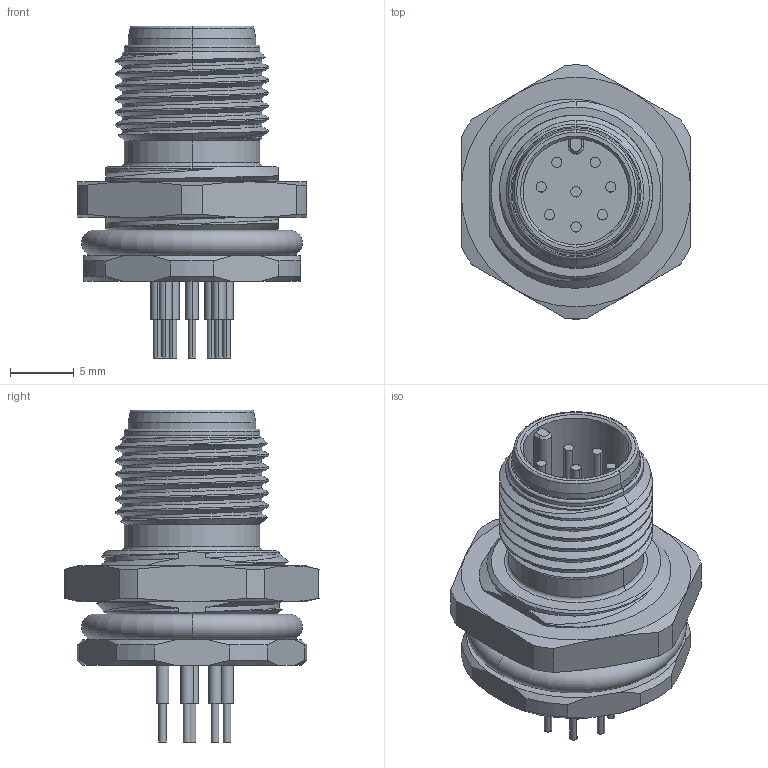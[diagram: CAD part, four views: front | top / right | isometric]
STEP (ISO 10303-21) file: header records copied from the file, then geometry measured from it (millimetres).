
FILE_DESCRIPTION((''),'2;1');
FILE_NAME('C-T4140012081-000','2021-01-12T09:21:53',('workeradm'),('TE Connectivity Ltd.'),'CREO PARAMETRIC BY PTC INC, 2019292','CREO PARAMETRIC BY PTC INC, 2019292','');
FILE_SCHEMA(('AUTOMOTIVE_DESIGN { 1 0 10303 214 1 1 1 1 }'));
Length unit declared in the file: millimetre
Products named in the file (1): C-T4140012081-000
Bounding box: 18 x 19.89 x 26 mm (x, y, z)
Volume: 2474.2 mm3; surface area: 2508.7 mm2
Topology: 1 solids, 1 shells, 535 faces, 1414 edges, 951 vertices
Faces by surface type: plane 360, cylinder 104, cone 39, bspline 24, torus 8
Entity records: 21965 total; most frequent: CARTESIAN_POINT 8580, ORIENTED_EDGE 2810, DIRECTION 2562, EDGE_CURVE 1405, VECTOR 1028, LINE 1028, VERTEX_POINT 924, AXIS2_PLACEMENT_3D 767
